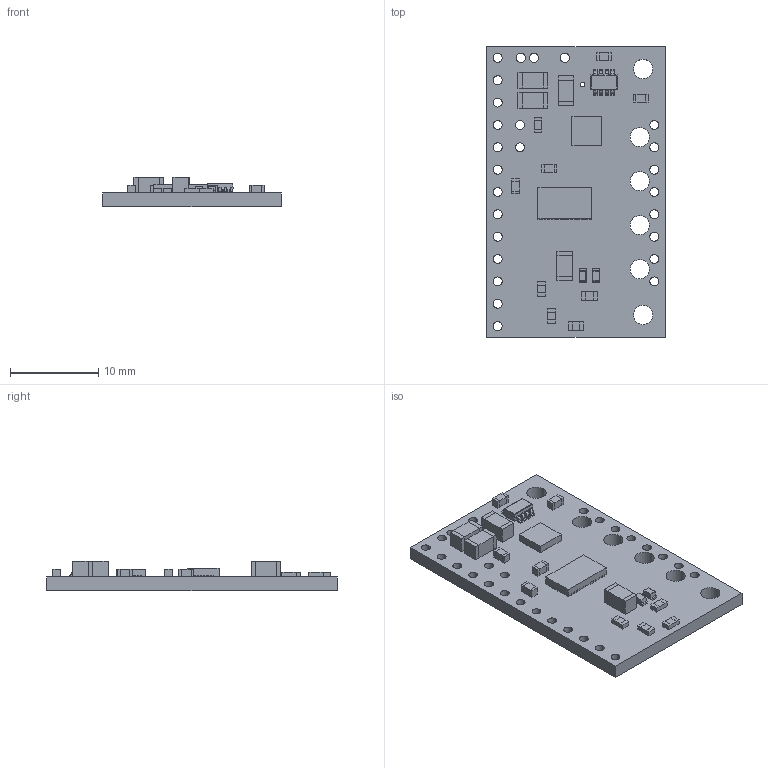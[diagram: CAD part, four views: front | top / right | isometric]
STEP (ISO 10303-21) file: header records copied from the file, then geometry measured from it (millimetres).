
FILE_DESCRIPTION (( 'STEP AP214' ), '1' );
FILE_NAME ('drv8263h-single-brushed-dc-motor-carrier.step', '2025-10-22T01:04:38', ( '' ), ( '' ), 'SwSTEP 2.0', 'SolidWorks 2025', '' );
FILE_SCHEMA (( 'AUTOMOTIVE_DESIGN' ));
Length unit declared in the file: millimetre
Products named in the file (1): drv8263h-single-brushed-dc-motor-carrier
Bounding box: 20.32 x 33.02 x 3.37 mm (x, y, z)
Volume: 1080.5 mm3; surface area: 1841.1 mm2
Topology: 1 solids, 1 shells, 1017 faces, 2882 edges, 1900 vertices
Faces by surface type: plane 690, bspline 179, cylinder 148
Entity records: 50746 total; most frequent: CARTESIAN_POINT 14117, ORIENTED_EDGE 5764, DIRECTION 4388, EDGE_CURVE 2882, LINE 2182, VECTOR 2182, VERTEX_POINT 1900, EDGE_LOOP 1174
